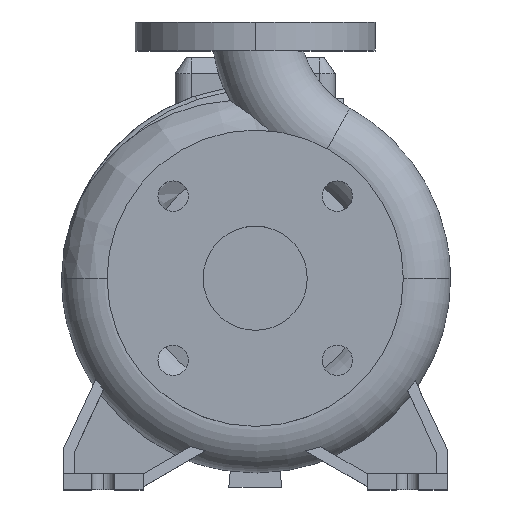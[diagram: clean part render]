
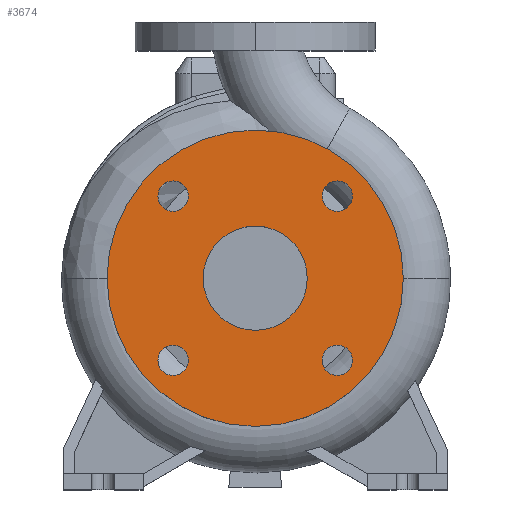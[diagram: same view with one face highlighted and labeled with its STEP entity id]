
A CAD part, top view. The second image highlights one B-rep face of the part: STEP entity #3674.
In plain terms, the highlighted planar face has unit normal (0, 0, 1).
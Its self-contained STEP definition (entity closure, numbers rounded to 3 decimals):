
#94 = EDGE_LOOP ( 'NONE', ( #4718, #4225 ) ) ;
#288 = EDGE_CURVE ( 'NONE', #10760, #3709, #8339, .T. ) ;
#328 = AXIS2_PLACEMENT_3D ( 'NONE', #3687, #1490, #8065 ) ;
#834 = ORIENTED_EDGE ( 'NONE', *, *, #12401, .T. ) ;
#838 = EDGE_CURVE ( 'NONE', #2510, #4252, #11080, .T. ) ;
#1057 = DIRECTION ( 'NONE',  ( 1., 0., 0. ) ) ;
#1065 = ORIENTED_EDGE ( 'NONE', *, *, #838, .F. ) ;
#1183 = DIRECTION ( 'NONE',  ( 0., 0., 1. ) ) ;
#1199 = DIRECTION ( 'NONE',  ( 1., 0., 0. ) ) ;
#1272 = ORIENTED_EDGE ( 'NONE', *, *, #8397, .F. ) ;
#1345 = VERTEX_POINT ( 'NONE', #13837 ) ;
#1449 = EDGE_CURVE ( 'NONE', #1345, #8124, #5654, .T. ) ;
#1490 = DIRECTION ( 'NONE',  ( 0., 0., 1. ) ) ;
#1491 = DIRECTION ( 'NONE',  ( 0., 0., 1. ) ) ;
#1646 = CARTESIAN_POINT ( 'NONE',  ( -92.5, 0., 80. ) ) ;
#1950 = AXIS2_PLACEMENT_3D ( 'NONE', #3396, #11897, #10982 ) ;
#1962 = EDGE_LOOP ( 'NONE', ( #9831, #8154 ) ) ;
#2510 = VERTEX_POINT ( 'NONE', #11138 ) ;
#2563 = EDGE_CURVE ( 'NONE', #11158, #5362, #8843, .T. ) ;
#2577 = ORIENTED_EDGE ( 'NONE', *, *, #288, .F. ) ;
#2688 = VERTEX_POINT ( 'NONE', #1646 ) ;
#3121 = DIRECTION ( 'NONE',  ( 0., 0., 1. ) ) ;
#3146 = CARTESIAN_POINT ( 'NONE',  ( 32.5, 0., 80. ) ) ;
#3297 = DIRECTION ( 'NONE',  ( -1., 0., 0. ) ) ;
#3396 = CARTESIAN_POINT ( 'NONE',  ( -51.265, 51.265, 80. ) ) ;
#3399 = DIRECTION ( 'NONE',  ( 0., 0., 1. ) ) ;
#3613 = DIRECTION ( 'NONE',  ( 0., 0., 1. ) ) ;
#3619 = CARTESIAN_POINT ( 'NONE',  ( -51.265, -51.265, 80. ) ) ;
#3674 = ADVANCED_FACE ( 'NONE', ( #9606, #4143, #9748, #11658, #6337, #5274 ), #6546, .F. ) ;
#3687 = CARTESIAN_POINT ( 'NONE',  ( 0., 0., 80. ) ) ;
#3709 = VERTEX_POINT ( 'NONE', #3146 ) ;
#3939 = AXIS2_PLACEMENT_3D ( 'NONE', #10996, #3613, #6865 ) ;
#4079 = AXIS2_PLACEMENT_3D ( 'NONE', #8637, #11905, #10704 ) ;
#4143 = FACE_BOUND ( 'NONE', #6796, .T. ) ;
#4225 = ORIENTED_EDGE ( 'NONE', *, *, #11480, .F. ) ;
#4252 = VERTEX_POINT ( 'NONE', #8367 ) ;
#4474 = EDGE_CURVE ( 'NONE', #10514, #12513, #8200, .T. ) ;
#4718 = ORIENTED_EDGE ( 'NONE', *, *, #4474, .F. ) ;
#4915 = AXIS2_PLACEMENT_3D ( 'NONE', #5522, #3399, #1057 ) ;
#5053 = CARTESIAN_POINT ( 'NONE',  ( 41.765, 51.265, 80. ) ) ;
#5093 = CIRCLE ( 'NONE', #328, 92.5 ) ;
#5274 = FACE_BOUND ( 'NONE', #94, .T. ) ;
#5362 = VERTEX_POINT ( 'NONE', #5053 ) ;
#5522 = CARTESIAN_POINT ( 'NONE',  ( -51.265, -51.265, 80. ) ) ;
#5654 = CIRCLE ( 'NONE', #4079, 9.5 ) ;
#6042 = CARTESIAN_POINT ( 'NONE',  ( -51.265, 51.265, 80. ) ) ;
#6176 = DIRECTION ( 'NONE',  ( 0., 0., 1. ) ) ;
#6246 = DIRECTION ( 'NONE',  ( 1., 0., 0. ) ) ;
#6337 = FACE_BOUND ( 'NONE', #9656, .T. ) ;
#6468 = AXIS2_PLACEMENT_3D ( 'NONE', #11771, #3121, #8503 ) ;
#6546 = PLANE ( 'NONE',  #12256 ) ;
#6553 = AXIS2_PLACEMENT_3D ( 'NONE', #6042, #6176, #13716 ) ;
#6703 = CIRCLE ( 'NONE', #1950, 9.5 ) ;
#6796 = EDGE_LOOP ( 'NONE', ( #8286, #1065 ) ) ;
#6865 = DIRECTION ( 'NONE',  ( 1., 0., 0. ) ) ;
#7015 = EDGE_CURVE ( 'NONE', #3709, #10760, #10706, .T. ) ;
#8065 = DIRECTION ( 'NONE',  ( 1., 0., 0. ) ) ;
#8102 = CARTESIAN_POINT ( 'NONE',  ( 92.5, 0., 80. ) ) ;
#8124 = VERTEX_POINT ( 'NONE', #13772 ) ;
#8145 = AXIS2_PLACEMENT_3D ( 'NONE', #12906, #11825, #1199 ) ;
#8154 = ORIENTED_EDGE ( 'NONE', *, *, #9959, .F. ) ;
#8200 = CIRCLE ( 'NONE', #12060, 9.5 ) ;
#8286 = ORIENTED_EDGE ( 'NONE', *, *, #10460, .F. ) ;
#8339 = CIRCLE ( 'NONE', #12670, 32.5 ) ;
#8367 = CARTESIAN_POINT ( 'NONE',  ( -41.765, 51.265, 80. ) ) ;
#8397 = EDGE_CURVE ( 'NONE', #5362, #11158, #9378, .T. ) ;
#8503 = DIRECTION ( 'NONE',  ( 1., 0., 0. ) ) ;
#8637 = CARTESIAN_POINT ( 'NONE',  ( 51.265, -51.265, 80. ) ) ;
#8776 = CARTESIAN_POINT ( 'NONE',  ( -41.765, -51.265, 80. ) ) ;
#8843 = CIRCLE ( 'NONE', #8145, 9.5 ) ;
#9218 = CIRCLE ( 'NONE', #4915, 9.5 ) ;
#9363 = EDGE_CURVE ( 'NONE', #12084, #2688, #13712, .T. ) ;
#9378 = CIRCLE ( 'NONE', #3939, 9.5 ) ;
#9486 = CARTESIAN_POINT ( 'NONE',  ( 0., 0., 80. ) ) ;
#9606 = FACE_BOUND ( 'NONE', #1962, .T. ) ;
#9656 = EDGE_LOOP ( 'NONE', ( #11557, #1272 ) ) ;
#9693 = DIRECTION ( 'NONE',  ( 1., 0., 0. ) ) ;
#9727 = CARTESIAN_POINT ( 'NONE',  ( 60.765, 51.265, 80. ) ) ;
#9748 = FACE_BOUND ( 'NONE', #10463, .T. ) ;
#9831 = ORIENTED_EDGE ( 'NONE', *, *, #1449, .F. ) ;
#9890 = CARTESIAN_POINT ( 'NONE',  ( -32.5, 0., 80. ) ) ;
#9959 = EDGE_CURVE ( 'NONE', #8124, #1345, #12593, .T. ) ;
#10034 = AXIS2_PLACEMENT_3D ( 'NONE', #9486, #13827, #12833 ) ;
#10460 = EDGE_CURVE ( 'NONE', #4252, #2510, #6703, .T. ) ;
#10463 = EDGE_LOOP ( 'NONE', ( #13369, #2577 ) ) ;
#10514 = VERTEX_POINT ( 'NONE', #8776 ) ;
#10704 = DIRECTION ( 'NONE',  ( 1., 0., 0. ) ) ;
#10706 = CIRCLE ( 'NONE', #10034, 32.5 ) ;
#10760 = VERTEX_POINT ( 'NONE', #9890 ) ;
#10982 = DIRECTION ( 'NONE',  ( 1., 0., 0. ) ) ;
#10996 = CARTESIAN_POINT ( 'NONE',  ( 51.265, 51.265, 80. ) ) ;
#11028 = ORIENTED_EDGE ( 'NONE', *, *, #9363, .T. ) ;
#11034 = CARTESIAN_POINT ( 'NONE',  ( 0., 0., 80. ) ) ;
#11080 = CIRCLE ( 'NONE', #6553, 9.5 ) ;
#11138 = CARTESIAN_POINT ( 'NONE',  ( -60.765, 51.265, 80. ) ) ;
#11158 = VERTEX_POINT ( 'NONE', #9727 ) ;
#11413 = DIRECTION ( 'NONE',  ( 1., 0., 0. ) ) ;
#11452 = EDGE_LOOP ( 'NONE', ( #11028, #834 ) ) ;
#11480 = EDGE_CURVE ( 'NONE', #12513, #10514, #9218, .T. ) ;
#11557 = ORIENTED_EDGE ( 'NONE', *, *, #2563, .F. ) ;
#11658 = FACE_OUTER_BOUND ( 'NONE', #11452, .T. ) ;
#11724 = DIRECTION ( 'NONE',  ( 0., 0., -1. ) ) ;
#11771 = CARTESIAN_POINT ( 'NONE',  ( 51.265, -51.265, 80. ) ) ;
#11825 = DIRECTION ( 'NONE',  ( 0., 0., 1. ) ) ;
#11897 = DIRECTION ( 'NONE',  ( 0., 0., 1. ) ) ;
#11905 = DIRECTION ( 'NONE',  ( 0., 0., 1. ) ) ;
#12060 = AXIS2_PLACEMENT_3D ( 'NONE', #3619, #1491, #11413 ) ;
#12084 = VERTEX_POINT ( 'NONE', #8102 ) ;
#12256 = AXIS2_PLACEMENT_3D ( 'NONE', #13938, #11724, #3297 ) ;
#12401 = EDGE_CURVE ( 'NONE', #2688, #12084, #5093, .T. ) ;
#12513 = VERTEX_POINT ( 'NONE', #13904 ) ;
#12593 = CIRCLE ( 'NONE', #6468, 9.5 ) ;
#12670 = AXIS2_PLACEMENT_3D ( 'NONE', #11034, #1183, #9693 ) ;
#12833 = DIRECTION ( 'NONE',  ( 1., 0., 0. ) ) ;
#12906 = CARTESIAN_POINT ( 'NONE',  ( 51.265, 51.265, 80. ) ) ;
#13039 = AXIS2_PLACEMENT_3D ( 'NONE', #13637, #13710, #6246 ) ;
#13369 = ORIENTED_EDGE ( 'NONE', *, *, #7015, .F. ) ;
#13637 = CARTESIAN_POINT ( 'NONE',  ( 0., 0., 80. ) ) ;
#13710 = DIRECTION ( 'NONE',  ( 0., 0., 1. ) ) ;
#13712 = CIRCLE ( 'NONE', #13039, 92.5 ) ;
#13716 = DIRECTION ( 'NONE',  ( 1., 0., 0. ) ) ;
#13772 = CARTESIAN_POINT ( 'NONE',  ( 41.765, -51.265, 80. ) ) ;
#13827 = DIRECTION ( 'NONE',  ( 0., 0., 1. ) ) ;
#13837 = CARTESIAN_POINT ( 'NONE',  ( 60.765, -51.265, 80. ) ) ;
#13904 = CARTESIAN_POINT ( 'NONE',  ( -60.765, -51.265, 80. ) ) ;
#13938 = CARTESIAN_POINT ( 'NONE',  ( 0., 92.5, 80. ) ) ;
